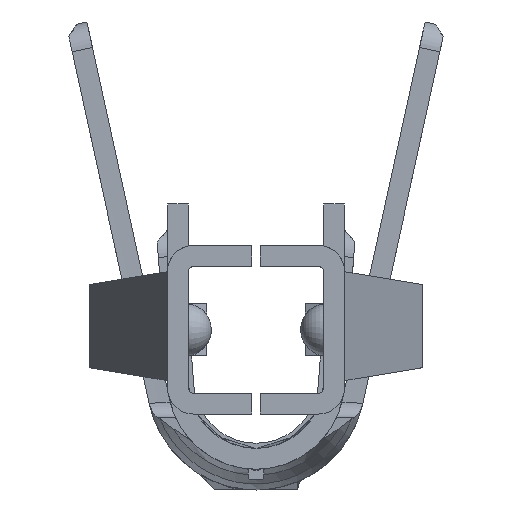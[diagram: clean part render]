
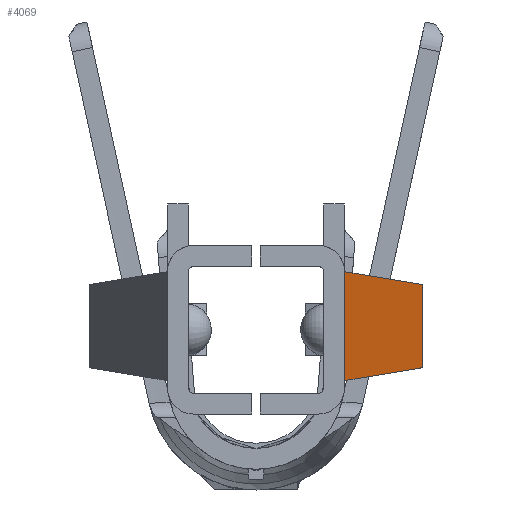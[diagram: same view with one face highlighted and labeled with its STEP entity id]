
A CAD part, front view. The second image highlights one B-rep face of the part: STEP entity #4069.
In plain terms, the highlighted planar face has unit normal (0.894, -0.448, 0).
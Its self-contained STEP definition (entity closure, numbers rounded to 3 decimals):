
#358=LINE('',#7431,#741);
#360=LINE('',#7437,#743);
#361=LINE('',#7440,#744);
#362=LINE('',#7441,#745);
#741=VECTOR('',#5175,1000.);
#743=VECTOR('',#5181,1000.);
#744=VECTOR('',#5182,1000.);
#745=VECTOR('',#5183,1000.);
#940=PLANE('',#4390);
#1823=ORIENTED_EDGE('',*,*,#2771,.F.);
#1824=ORIENTED_EDGE('',*,*,#2772,.F.);
#1825=ORIENTED_EDGE('',*,*,#2768,.T.);
#1826=ORIENTED_EDGE('',*,*,#2773,.F.);
#2768=EDGE_CURVE('',#3239,#3238,#358,.T.);
#2771=EDGE_CURVE('',#3241,#3242,#360,.T.);
#2772=EDGE_CURVE('',#3239,#3241,#361,.T.);
#2773=EDGE_CURVE('',#3242,#3238,#362,.T.);
#3238=VERTEX_POINT('',#7430);
#3239=VERTEX_POINT('',#7432);
#3241=VERTEX_POINT('',#7438);
#3242=VERTEX_POINT('',#7439);
#3553=EDGE_LOOP('',(#1823,#1824,#1825,#1826));
#3808=FACE_BOUND('',#3553,.T.);
#4069=ADVANCED_FACE('',(#3808),#940,.F.);
#4390=AXIS2_PLACEMENT_3D('',#7436,#5179,#5180);
#5175=DIRECTION('',(0.,0.,-1.));
#5179=DIRECTION('',(-0.894,0.448,0.));
#5180=DIRECTION('',(-0.448,-0.894,0.));
#5181=DIRECTION('',(0.,0.,-1.));
#5182=DIRECTION('',(0.446,0.892,-0.074));
#5183=DIRECTION('',(-0.446,-0.892,-0.074));
#7430=CARTESIAN_POINT('',(0.855,-9.678,0.852));
#7431=CARTESIAN_POINT('',(0.855,-9.678,1.9));
#7432=CARTESIAN_POINT('',(0.855,-9.678,1.898));
#7436=CARTESIAN_POINT('',(0.855,-9.678,1.9));
#7437=CARTESIAN_POINT('',(1.6,-8.19,1.9));
#7438=CARTESIAN_POINT('',(1.6,-8.19,1.775));
#7439=CARTESIAN_POINT('',(1.6,-8.19,0.975));
#7440=CARTESIAN_POINT('',(0.845,-9.698,1.9));
#7441=CARTESIAN_POINT('',(1.6,-8.19,0.975));
